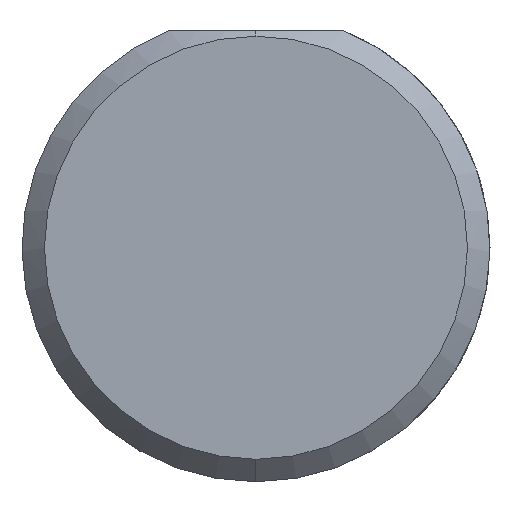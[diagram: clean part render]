
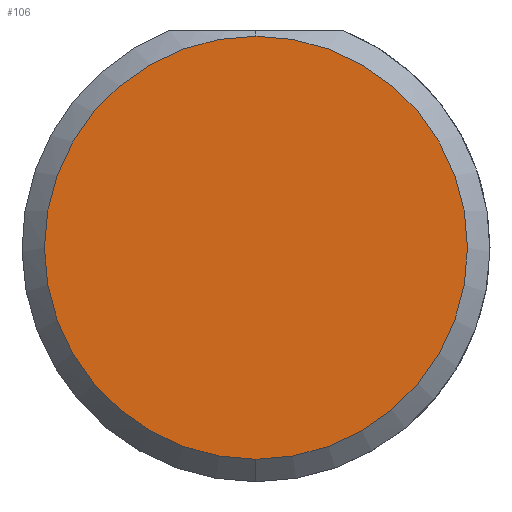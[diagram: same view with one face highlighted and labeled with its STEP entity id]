
A CAD part, left-side view. The second image highlights one B-rep face of the part: STEP entity #106.
In plain terms, the highlighted planar face has unit normal (-1, 0, 0).
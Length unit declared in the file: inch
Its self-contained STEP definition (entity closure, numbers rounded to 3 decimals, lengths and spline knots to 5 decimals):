
#18 = CIRCLE ( 'NONE', #240, 0.1411 ) ;
#26 = ORIENTED_EDGE ( 'NONE', *, *, #650, .T. ) ;
#106 = ADVANCED_FACE ( 'NONE', ( #656 ), #187, .F. ) ;
#157 = DIRECTION ( 'NONE',  ( -1., 0., 0. ) ) ;
#169 = CARTESIAN_POINT ( 'NONE',  ( 0., 0., 0.1411 ) ) ;
#174 = DIRECTION ( 'NONE',  ( 0., 0., -1. ) ) ;
#178 = DIRECTION ( 'NONE',  ( 1., 0., 0. ) ) ;
#187 = PLANE ( 'NONE',  #685 ) ;
#207 = AXIS2_PLACEMENT_3D ( 'NONE', #518, #380, #526 ) ;
#219 = EDGE_LOOP ( 'NONE', ( #26, #672 ) ) ;
#238 = CARTESIAN_POINT ( 'NONE',  ( 0., 0., 0. ) ) ;
#240 = AXIS2_PLACEMENT_3D ( 'NONE', #502, #157, #552 ) ;
#246 = VERTEX_POINT ( 'NONE', #169 ) ;
#254 = VERTEX_POINT ( 'NONE', #604 ) ;
#380 = DIRECTION ( 'NONE',  ( -1., 0., 0. ) ) ;
#427 = EDGE_CURVE ( 'NONE', #246, #254, #605, .T. ) ;
#502 = CARTESIAN_POINT ( 'NONE',  ( 0., 0., 0. ) ) ;
#518 = CARTESIAN_POINT ( 'NONE',  ( 0., 0., 0. ) ) ;
#526 = DIRECTION ( 'NONE',  ( 0., 0., 1. ) ) ;
#552 = DIRECTION ( 'NONE',  ( 0., 0., 1. ) ) ;
#604 = CARTESIAN_POINT ( 'NONE',  ( 0., 0., -0.1411 ) ) ;
#605 = CIRCLE ( 'NONE', #207, 0.1411 ) ;
#650 = EDGE_CURVE ( 'NONE', #254, #246, #18, .T. ) ;
#656 = FACE_OUTER_BOUND ( 'NONE', #219, .T. ) ;
#672 = ORIENTED_EDGE ( 'NONE', *, *, #427, .T. ) ;
#685 = AXIS2_PLACEMENT_3D ( 'NONE', #238, #178, #174 ) ;
